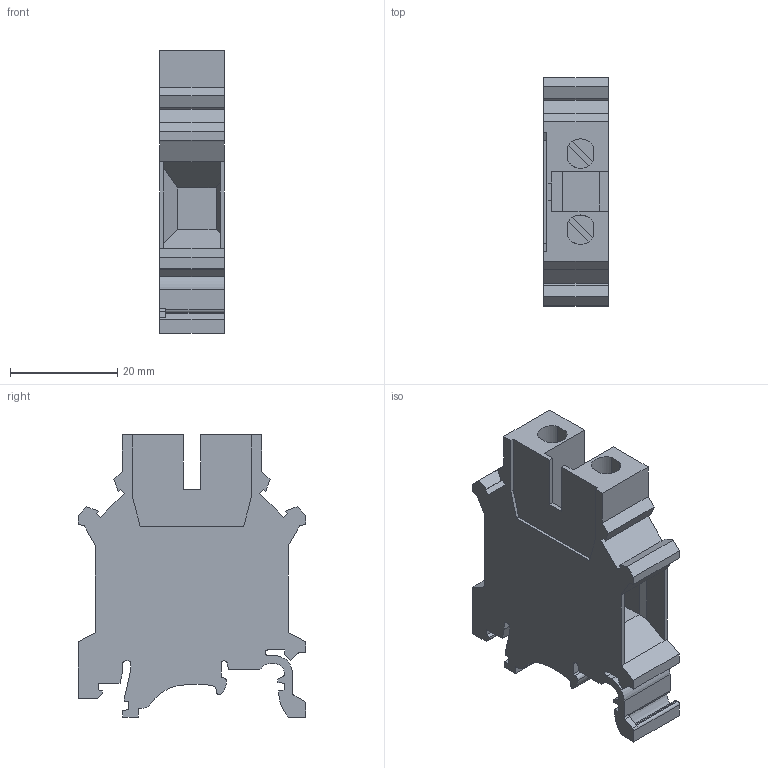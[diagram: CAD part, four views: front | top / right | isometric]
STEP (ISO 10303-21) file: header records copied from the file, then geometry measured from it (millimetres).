
FILE_DESCRIPTION(('Creo Elements/Direct Modeling STEP Export'),'2;1');
FILE_NAME('model.stp','2021-03-25T 0:53:05',(''),(''),'Creo Elements/Direct Modeling STEP processor for AP214 (Solid Model)','Creo Elements/Direct Modeling 20.1D 10-Oct-2020 (C) Parametric Technology GmbH','');
FILE_SCHEMA(('AUTOMOTIVE_DESIGN { 1 0 10303 214 1 1 1 1 }'));
Length unit declared in the file: millimetre
Products named in the file (2): UK_16_N-select
Assembly tree (1 placements, depth 2):
  UK_16_N-select
    UK_16_N-select
Bounding box: 12.1 x 42.52 x 52.7 mm (x, y, z)
Volume: 15020.1 mm3; surface area: 8163.6 mm2
Topology: 1 solids, 1 shells, 171 faces, 485 edges, 318 vertices
Faces by surface type: plane 140, cylinder 31
Entity records: 6821 total; most frequent: ORIENTED_EDGE 970, CARTESIAN_POINT 960, DIRECTION 876, EDGE_CURVE 485, VECTOR 408, LINE 408, VERTEX_POINT 318, AXIS2_PLACEMENT_3D 234
